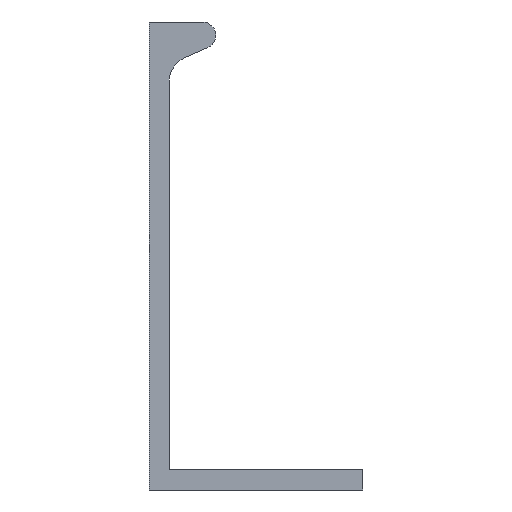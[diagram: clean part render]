
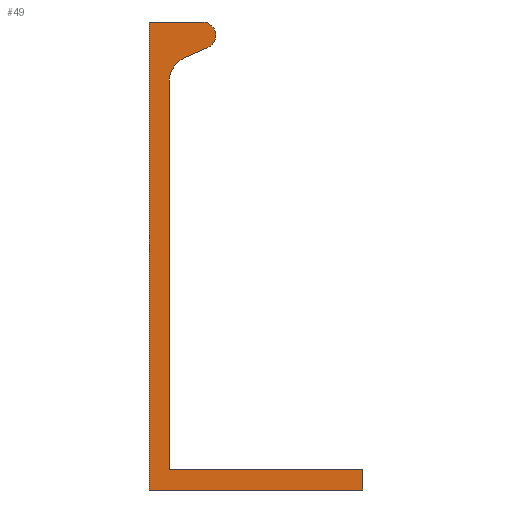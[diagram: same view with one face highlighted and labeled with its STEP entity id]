
A CAD part, left-side view. The second image highlights one B-rep face of the part: STEP entity #49.
In plain terms, the highlighted planar face has unit normal (-1, 0, 0).
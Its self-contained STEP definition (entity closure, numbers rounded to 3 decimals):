
#21 = CARTESIAN_POINT ( 'NONE',  ( -250., 0., 0. ) ) ;
#26 = VERTEX_POINT ( 'NONE', #75 ) ;
#37 = VECTOR ( 'NONE', #362, 1000. ) ;
#47 = DIRECTION ( 'NONE',  ( 0., 0., -1. ) ) ;
#49 = ADVANCED_FACE ( 'NONE', ( #274 ), #436, .F. ) ;
#55 = VERTEX_POINT ( 'NONE', #120 ) ;
#67 = CIRCLE ( 'NONE', #334, 1. ) ;
#74 = AXIS2_PLACEMENT_3D ( 'NONE', #195, #513, #197 ) ;
#75 = CARTESIAN_POINT ( 'NONE',  ( -250., 0., 35. ) ) ;
#83 = CARTESIAN_POINT ( 'NONE',  ( -250., -1.5, 30.493 ) ) ;
#91 = ORIENTED_EDGE ( 'NONE', *, *, #243, .F. ) ;
#98 = ORIENTED_EDGE ( 'NONE', *, *, #198, .F. ) ;
#120 = CARTESIAN_POINT ( 'NONE',  ( -250., -16., 0. ) ) ;
#125 = LINE ( 'NONE', #83, #329 ) ;
#130 = VERTEX_POINT ( 'NONE', #320 ) ;
#133 = DIRECTION ( 'NONE',  ( 1., 0., 0. ) ) ;
#140 = VERTEX_POINT ( 'NONE', #283 ) ;
#159 = EDGE_CURVE ( 'NONE', #423, #433, #125, .T. ) ;
#161 = CARTESIAN_POINT ( 'NONE',  ( -250., -4., 34. ) ) ;
#172 = CARTESIAN_POINT ( 'NONE',  ( -250., -16., 1.5 ) ) ;
#180 = LINE ( 'NONE', #295, #215 ) ;
#184 = VECTOR ( 'NONE', #480, 1000. ) ;
#186 = ORIENTED_EDGE ( 'NONE', *, *, #292, .F. ) ;
#190 = VERTEX_POINT ( 'NONE', #365 ) ;
#192 = CARTESIAN_POINT ( 'NONE',  ( -250., 0., 0. ) ) ;
#194 = LINE ( 'NONE', #204, #184 ) ;
#195 = CARTESIAN_POINT ( 'NONE',  ( -250., -4., 34. ) ) ;
#197 = DIRECTION ( 'NONE',  ( 0., 0., -1. ) ) ;
#198 = EDGE_CURVE ( 'NONE', #140, #190, #247, .T. ) ;
#204 = CARTESIAN_POINT ( 'NONE',  ( -250., -16., 0. ) ) ;
#215 = VECTOR ( 'NONE', #290, 1000. ) ;
#243 = EDGE_CURVE ( 'NONE', #190, #423, #256, .T. ) ;
#247 = LINE ( 'NONE', #360, #37 ) ;
#249 = DIRECTION ( 'NONE',  ( 0., 0., -1. ) ) ;
#254 = CARTESIAN_POINT ( 'NONE',  ( -250., -16., 1.5 ) ) ;
#256 = CIRCLE ( 'NONE', #465, 2. ) ;
#261 = DIRECTION ( 'NONE',  ( 0., -1., 0. ) ) ;
#262 = VERTEX_POINT ( 'NONE', #254 ) ;
#265 = ORIENTED_EDGE ( 'NONE', *, *, #323, .F. ) ;
#267 = CARTESIAN_POINT ( 'NONE',  ( -250., -1.5, 30.493 ) ) ;
#274 = FACE_OUTER_BOUND ( 'NONE', #372, .T. ) ;
#276 = VECTOR ( 'NONE', #261, 1000. ) ;
#283 = CARTESIAN_POINT ( 'NONE',  ( -250., -4.407, 33.086 ) ) ;
#290 = DIRECTION ( 'NONE',  ( 0., -1., 0. ) ) ;
#292 = EDGE_CURVE ( 'NONE', #433, #262, #180, .T. ) ;
#295 = CARTESIAN_POINT ( 'NONE',  ( -250., -1.5, 1.5 ) ) ;
#300 = ORIENTED_EDGE ( 'NONE', *, *, #477, .F. ) ;
#306 = LINE ( 'NONE', #192, #402 ) ;
#320 = CARTESIAN_POINT ( 'NONE',  ( -250., -4., 35. ) ) ;
#322 = ORIENTED_EDGE ( 'NONE', *, *, #159, .F. ) ;
#323 = EDGE_CURVE ( 'NONE', #26, #130, #332, .T. ) ;
#327 = DIRECTION ( 'NONE',  ( 0., 0., 1. ) ) ;
#329 = VECTOR ( 'NONE', #249, 1000. ) ;
#332 = LINE ( 'NONE', #495, #276 ) ;
#334 = AXIS2_PLACEMENT_3D ( 'NONE', #161, #133, #47 ) ;
#360 = CARTESIAN_POINT ( 'NONE',  ( -250., -4.407, 33.086 ) ) ;
#362 = DIRECTION ( 'NONE',  ( 0., 0.914, -0.407 ) ) ;
#365 = CARTESIAN_POINT ( 'NONE',  ( -250., -2.687, 32.321 ) ) ;
#372 = EDGE_LOOP ( 'NONE', ( #376, #186, #322, #91, #98, #382, #265, #378, #300 ) ) ;
#376 = ORIENTED_EDGE ( 'NONE', *, *, #491, .F. ) ;
#378 = ORIENTED_EDGE ( 'NONE', *, *, #395, .F. ) ;
#382 = ORIENTED_EDGE ( 'NONE', *, *, #508, .F. ) ;
#395 = EDGE_CURVE ( 'NONE', #449, #26, #306, .T. ) ;
#402 = VECTOR ( 'NONE', #471, 1000. ) ;
#404 = DIRECTION ( 'NONE',  ( 0., 0., -1. ) ) ;
#406 = LINE ( 'NONE', #172, #454 ) ;
#423 = VERTEX_POINT ( 'NONE', #267 ) ;
#433 = VERTEX_POINT ( 'NONE', #473 ) ;
#436 = PLANE ( 'NONE',  #74 ) ;
#449 = VERTEX_POINT ( 'NONE', #21 ) ;
#454 = VECTOR ( 'NONE', #404, 1000. ) ;
#455 = DIRECTION ( 'NONE',  ( -1., 0., 0. ) ) ;
#458 = CARTESIAN_POINT ( 'NONE',  ( -250., -3.5, 30.493 ) ) ;
#465 = AXIS2_PLACEMENT_3D ( 'NONE', #458, #455, #327 ) ;
#471 = DIRECTION ( 'NONE',  ( 0., 0., 1. ) ) ;
#473 = CARTESIAN_POINT ( 'NONE',  ( -250., -1.5, 1.5 ) ) ;
#477 = EDGE_CURVE ( 'NONE', #55, #449, #194, .T. ) ;
#480 = DIRECTION ( 'NONE',  ( 0., 1., 0. ) ) ;
#491 = EDGE_CURVE ( 'NONE', #262, #55, #406, .T. ) ;
#495 = CARTESIAN_POINT ( 'NONE',  ( -250., 0., 35. ) ) ;
#508 = EDGE_CURVE ( 'NONE', #130, #140, #67, .T. ) ;
#513 = DIRECTION ( 'NONE',  ( 1., 0., 0. ) ) ;
